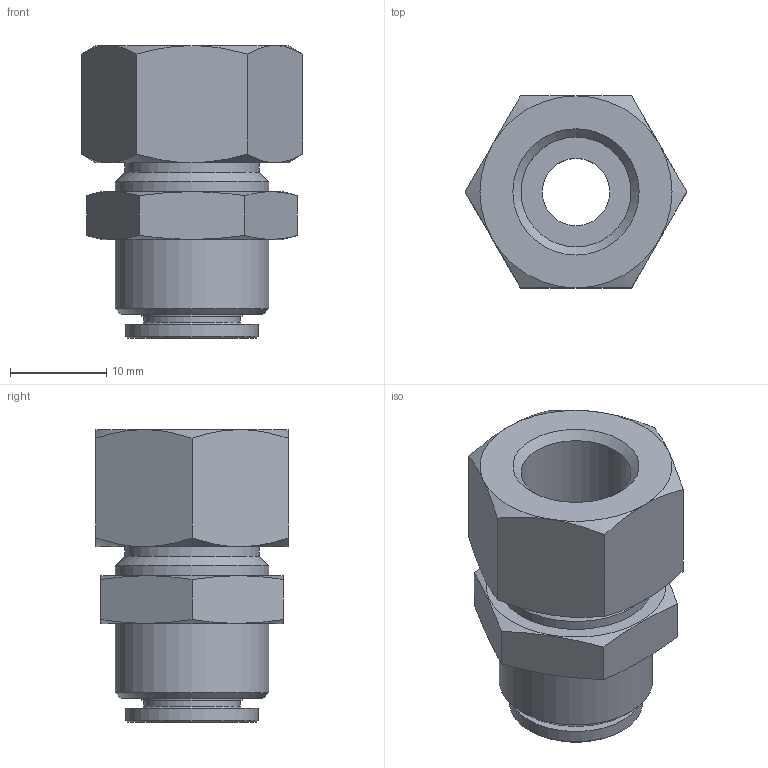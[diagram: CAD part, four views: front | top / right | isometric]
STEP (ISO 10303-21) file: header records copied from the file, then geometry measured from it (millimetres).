
FILE_DESCRIPTION(/* description */ ('STEP AP214'),/* implementation_level */ '2;1');
FILE_NAME(/* name */ '578298_NPQH-H-G14F-Q8-P10',/* time_stamp */ '2024-09-13T05:13:59+02:00',/* author */ ('License CC BY-ND 4.0'),/* organization */ ('CADENAS'),/* preprocessor_version */ 'ST-DEVELOPER v19.3',/* originating_system */ 'PARTsolutions',/* authorisation */ ' ');
FILE_SCHEMA (('AUTOMOTIVE_DESIGN {1 0 10303 214 3 1 1}'));
Length unit declared in the file: millimetre
Products named in the file (3): 578298 NPQH-H-G14F-Q8-P10; 578298 NPQH-H-G14F-Q8-P10_p; 348988 SPZ-25-P-A M16X1-5-19
Assembly tree (2 placements, depth 2):
  578298 NPQH-H-G14F-Q8-P10
    578298 NPQH-H-G14F-Q8-P10_p
    348988 SPZ-25-P-A M16X1-5-19
Bounding box: 23.09 x 20 x 30.5 mm (x, y, z)
Volume: 6174.7 mm3; surface area: 4132.7 mm2
Topology: 2 solids, 2 shells, 53 faces, 110 edges, 66 vertices
Faces by surface type: cone 23, plane 21, cylinder 9
Full cylindrical faces by diameter (mm): 7 x1, 8 x1, 10 x1, 10.6 x1, 11.445 x1, 13.8 x1, 14 x1, 14.917 x1, 16 x1
Entity records: 1392 total; most frequent: CARTESIAN_POINT 326, DIRECTION 202, ORIENTED_EDGE 174, AXIS2_PLACEMENT_3D 95, EDGE_CURVE 87, EDGE_LOOP 82, FACE_BOUND 82, VERTEX_POINT 63
